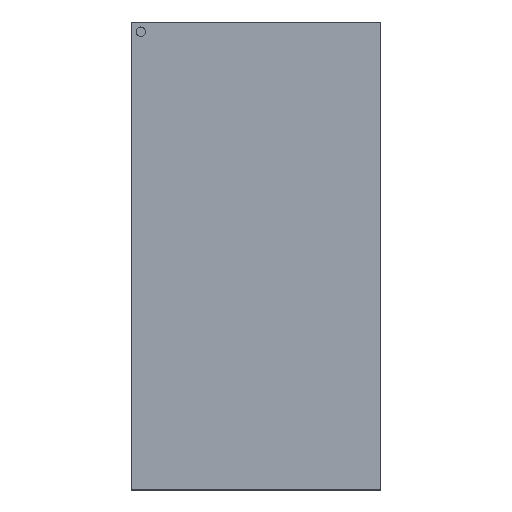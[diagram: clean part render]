
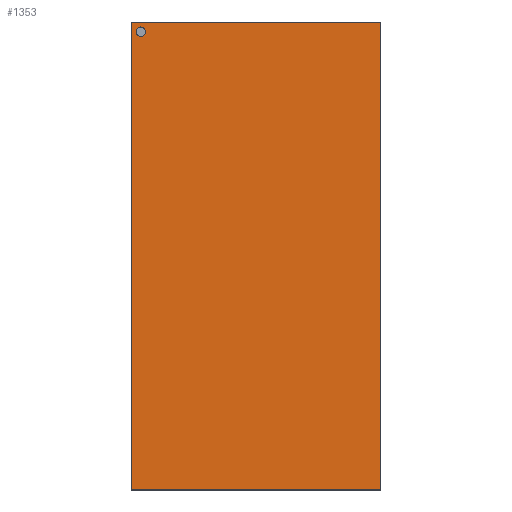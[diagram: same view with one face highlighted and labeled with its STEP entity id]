
A CAD part, top view. The second image highlights one B-rep face of the part: STEP entity #1353.
In plain terms, the highlighted planar face has unit normal (0, 0, 1).
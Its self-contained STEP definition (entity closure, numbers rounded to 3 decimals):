
#521 = VERTEX_POINT('',#522);
#522 = CARTESIAN_POINT('',(-4.,7.5,1.2));
#530 = VERTEX_POINT('',#531);
#531 = CARTESIAN_POINT('',(4.,7.5,1.2));
#537 = EDGE_CURVE('',#521,#530,#538,.T.);
#538 = LINE('',#539,#540);
#539 = CARTESIAN_POINT('',(-4.,7.5,1.2));
#540 = VECTOR('',#541,1.);
#541 = DIRECTION('',(1.,0.,0.));
#553 = EDGE_CURVE('',#530,#554,#556,.T.);
#554 = VERTEX_POINT('',#555);
#555 = CARTESIAN_POINT('',(4.,-7.5,1.2));
#556 = LINE('',#557,#558);
#557 = CARTESIAN_POINT('',(4.,7.5,1.2));
#558 = VECTOR('',#559,1.);
#559 = DIRECTION('',(0.,-1.,0.));
#577 = EDGE_CURVE('',#521,#578,#580,.T.);
#578 = VERTEX_POINT('',#579);
#579 = CARTESIAN_POINT('',(-4.,-7.5,1.2));
#580 = LINE('',#581,#582);
#581 = CARTESIAN_POINT('',(-4.,7.5,1.2));
#582 = VECTOR('',#583,1.);
#583 = DIRECTION('',(0.,-1.,0.));
#602 = EDGE_CURVE('',#578,#554,#603,.T.);
#603 = LINE('',#604,#605);
#604 = CARTESIAN_POINT('',(-4.,-7.5,1.2));
#605 = VECTOR('',#606,1.);
#606 = DIRECTION('',(1.,0.,0.));
#1353 = ADVANCED_FACE('',(#1354,#1360),#1371,.T.);
#1354 = FACE_BOUND('',#1355,.T.);
#1355 = EDGE_LOOP('',(#1356,#1357,#1358,#1359));
#1356 = ORIENTED_EDGE('',*,*,#537,.F.);
#1357 = ORIENTED_EDGE('',*,*,#577,.T.);
#1358 = ORIENTED_EDGE('',*,*,#602,.T.);
#1359 = ORIENTED_EDGE('',*,*,#553,.F.);
#1360 = FACE_BOUND('',#1361,.T.);
#1361 = EDGE_LOOP('',(#1362));
#1362 = ORIENTED_EDGE('',*,*,#1363,.T.);
#1363 = EDGE_CURVE('',#1364,#1364,#1366,.T.);
#1364 = VERTEX_POINT('',#1365);
#1365 = CARTESIAN_POINT('',(-3.69,7.04,1.2));
#1366 = CIRCLE('',#1367,0.15);
#1367 = AXIS2_PLACEMENT_3D('',#1368,#1369,#1370);
#1368 = CARTESIAN_POINT('',(-3.69,7.19,1.2));
#1369 = DIRECTION('',(-0.,0.,-1.));
#1370 = DIRECTION('',(0.,-1.,0.));
#1371 = PLANE('',#1372);
#1372 = AXIS2_PLACEMENT_3D('',#1373,#1374,#1375);
#1373 = CARTESIAN_POINT('',(-4.,7.5,1.2));
#1374 = DIRECTION('',(0.,0.,1.));
#1375 = DIRECTION('',(0.,-1.,0.));
